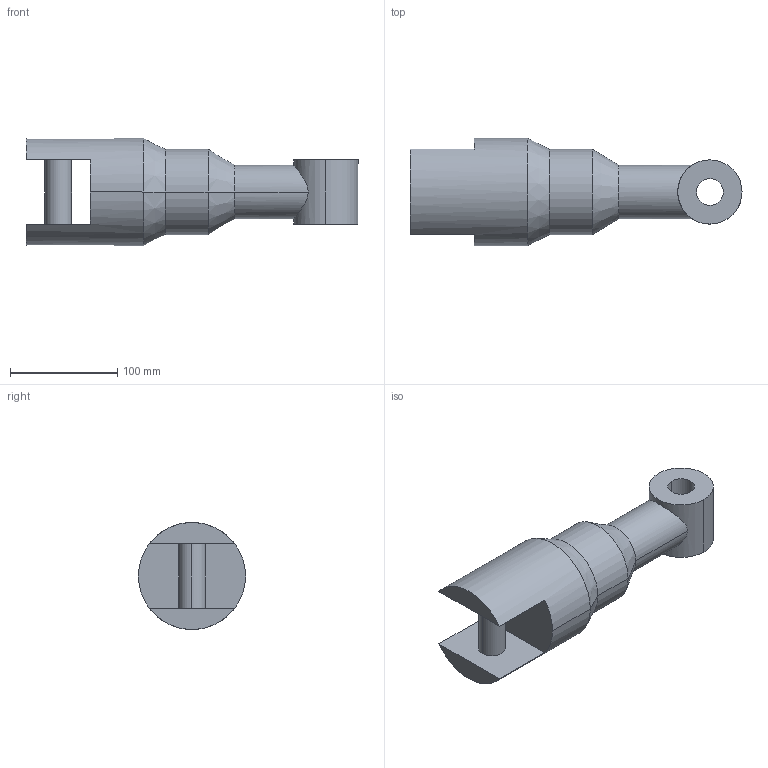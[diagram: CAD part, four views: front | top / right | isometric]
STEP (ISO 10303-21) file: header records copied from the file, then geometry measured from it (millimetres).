
FILE_DESCRIPTION (( 'STEP AP203' ), '1' );
FILE_NAME ('segmento 2_Default_sldprt.STEP', '2021-08-15T23:14:26', ( '' ), ( '' ), 'SwSTEP 2.0', 'SolidWorks 2020', '' );
FILE_SCHEMA (( 'CONFIG_CONTROL_DESIGN' ));
Length unit declared in the file: centimetre
Products named in the file (1): segmento 2_Default_sldprt
Bounding box: 310 x 100 x 100 mm (x, y, z)
Volume: 1223481.4 mm3; surface area: 98453.1 mm2
Topology: 1 solids, 1 shells, 23 faces, 52 edges, 32 vertices
Faces by surface type: cylinder 12, plane 7, cone 4
Entity records: 853 total; most frequent: CARTESIAN_POINT 232, DIRECTION 124, ORIENTED_EDGE 104, EDGE_CURVE 52, AXIS2_PLACEMENT_3D 50, VERTEX_POINT 32, EDGE_LOOP 28, CIRCLE 26
